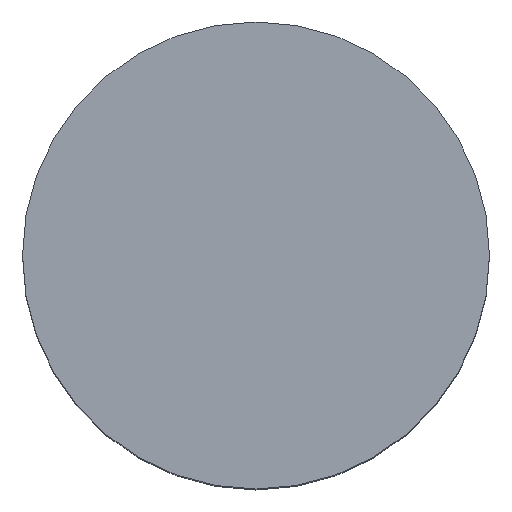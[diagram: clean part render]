
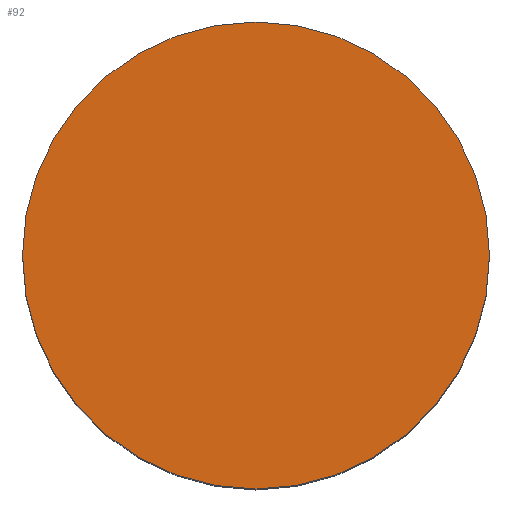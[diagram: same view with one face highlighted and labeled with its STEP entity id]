
A CAD part, top view. The second image highlights one B-rep face of the part: STEP entity #92.
In plain terms, the highlighted planar face has unit normal (0, 0, 1).
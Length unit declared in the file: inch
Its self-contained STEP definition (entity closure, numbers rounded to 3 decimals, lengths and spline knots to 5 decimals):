
#31=FACE_OUTER_BOUND('',#44,.T.);
#44=EDGE_LOOP('',(#79));
#53=CIRCLE('',#114,1.5);
#60=VERTEX_POINT('',#168);
#67=EDGE_CURVE('',#60,#60,#53,.T.);
#79=ORIENTED_EDGE('',*,*,#67,.T.);
#85=PLANE('',#115);
#92=ADVANCED_FACE('',(#31),#85,.T.);
#114=AXIS2_PLACEMENT_3D('',#169,#143,#144);
#115=AXIS2_PLACEMENT_3D('',#170,#145,#146);
#143=DIRECTION('center_axis',(0.,0.,1.));
#144=DIRECTION('ref_axis',(1.,0.,0.));
#145=DIRECTION('center_axis',(0.,0.,1.));
#146=DIRECTION('ref_axis',(1.,0.,0.));
#168=CARTESIAN_POINT('',(1.5,0.,0.));
#169=CARTESIAN_POINT('Origin',(0.,0.,0.));
#170=CARTESIAN_POINT('Origin',(1.4,0.,0.));
